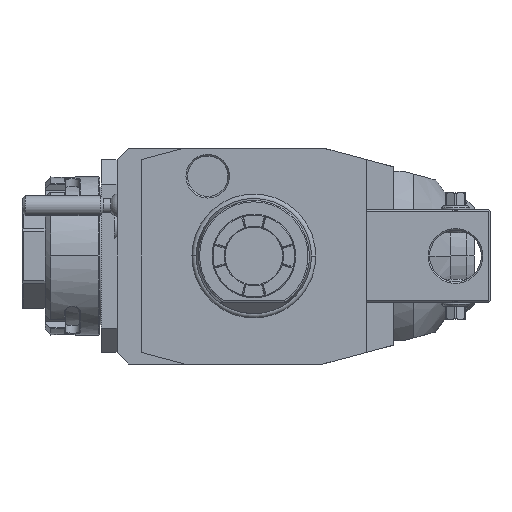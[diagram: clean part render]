
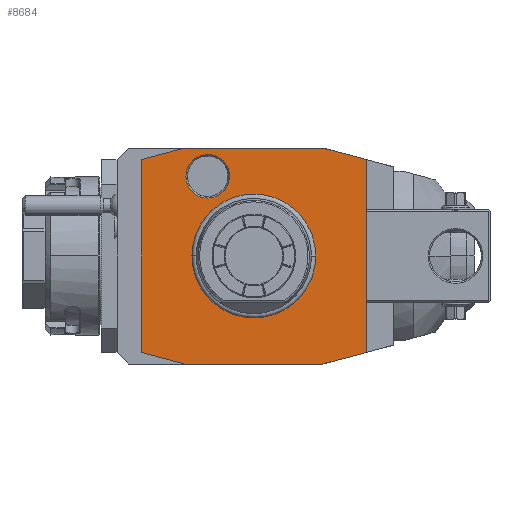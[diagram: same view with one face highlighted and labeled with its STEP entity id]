
A CAD part, front view. The second image highlights one B-rep face of the part: STEP entity #8684.
In plain terms, the highlighted planar face has unit normal (0, -1, 0).
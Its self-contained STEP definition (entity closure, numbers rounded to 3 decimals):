
#1=DIRECTION('',(-1.,0.,0.));
#2=VECTOR('',#1,48.);
#3=CARTESIAN_POINT('',(24.,0.,37.5));
#4=LINE('',#3,#2);
#5=DIRECTION('',(-0.966,0.,0.259));
#6=VECTOR('',#5,15.529);
#7=CARTESIAN_POINT('',(39.,0.,33.481));
#8=LINE('',#7,#6);
#9=DIRECTION('',(0.,0.,1.));
#10=VECTOR('',#9,66.962);
#11=CARTESIAN_POINT('',(39.,0.,-33.481));
#12=LINE('',#11,#10);
#13=DIRECTION('',(0.966,0.,0.259));
#14=VECTOR('',#13,15.529);
#15=CARTESIAN_POINT('',(24.,0.,-37.5));
#16=LINE('',#15,#14);
#17=DIRECTION('',(1.,0.,0.));
#18=VECTOR('',#17,48.);
#19=CARTESIAN_POINT('',(-24.,0.,-37.5));
#20=LINE('',#19,#18);
#21=DIRECTION('',(0.966,0.,-0.259));
#22=VECTOR('',#21,15.529);
#23=CARTESIAN_POINT('',(-39.,0.,-33.481));
#24=LINE('',#23,#22);
#25=DIRECTION('',(0.,0.,-1.));
#26=VECTOR('',#25,66.962);
#27=CARTESIAN_POINT('',(-39.,0.,33.481));
#28=LINE('',#27,#26);
#29=DIRECTION('',(-0.966,0.,-0.259));
#30=VECTOR('',#29,15.529);
#31=CARTESIAN_POINT('',(-24.,0.,37.5));
#32=LINE('',#31,#30);
#33=CARTESIAN_POINT('',(-16.,0.,27.713));
#34=DIRECTION('',(0.,1.,0.));
#35=DIRECTION('',(1.,0.,0.));
#36=AXIS2_PLACEMENT_3D('',#33,#34,#35);
#38=CARTESIAN_POINT('',(-16.,0.,27.713));
#39=DIRECTION('',(0.,1.,0.));
#40=DIRECTION('',(-1.,0.,0.));
#41=AXIS2_PLACEMENT_3D('',#38,#39,#40);
#5316=CARTESIAN_POINT('',(0.,0.,0.));
#5317=DIRECTION('',(0.,1.,0.));
#5318=DIRECTION('',(-1.,0.,0.));
#5319=AXIS2_PLACEMENT_3D('',#5316,#5317,#5318);
#5321=CARTESIAN_POINT('',(0.,0.,0.));
#5322=DIRECTION('',(0.,1.,0.));
#5323=DIRECTION('',(1.,0.,0.));
#5324=AXIS2_PLACEMENT_3D('',#5321,#5322,#5323);
#7657=CARTESIAN_POINT('',(-8.423,0.,27.713));
#7658=CARTESIAN_POINT('',(-23.577,0.,27.713));
#7659=VERTEX_POINT('',#7657);
#7660=VERTEX_POINT('',#7658);
#8483=CARTESIAN_POINT('',(24.,0.,37.5));
#8484=CARTESIAN_POINT('',(-24.,0.,37.5));
#8485=VERTEX_POINT('',#8483);
#8486=VERTEX_POINT('',#8484);
#8487=CARTESIAN_POINT('',(39.,0.,-33.481));
#8488=CARTESIAN_POINT('',(39.,0.,33.481));
#8489=VERTEX_POINT('',#8487);
#8490=VERTEX_POINT('',#8488);
#8491=CARTESIAN_POINT('',(-39.,0.,-33.481));
#8492=CARTESIAN_POINT('',(-24.,0.,-37.5));
#8493=VERTEX_POINT('',#8491);
#8494=VERTEX_POINT('',#8492);
#8495=CARTESIAN_POINT('',(-39.,0.,33.481));
#8496=VERTEX_POINT('',#8495);
#8521=CARTESIAN_POINT('',(24.,0.,-37.5));
#8522=VERTEX_POINT('',#8521);
#8547=CARTESIAN_POINT('',(-21.137,0.,0.));
#8548=CARTESIAN_POINT('',(21.137,0.,0.));
#8549=VERTEX_POINT('',#8547);
#8550=VERTEX_POINT('',#8548);
#8649=CARTESIAN_POINT('',(0.,0.,0.));
#8650=DIRECTION('',(0.,-1.,0.));
#8651=DIRECTION('',(-1.,0.,0.));
#8652=AXIS2_PLACEMENT_3D('',#8649,#8650,#8651);
#8653=PLANE('',#8652);
#8655=ORIENTED_EDGE('',*,*,#8654,.F.);
#8657=ORIENTED_EDGE('',*,*,#8656,.F.);
#8659=ORIENTED_EDGE('',*,*,#8658,.F.);
#8661=ORIENTED_EDGE('',*,*,#8660,.F.);
#8663=ORIENTED_EDGE('',*,*,#8662,.F.);
#8665=ORIENTED_EDGE('',*,*,#8664,.F.);
#8667=ORIENTED_EDGE('',*,*,#8666,.F.);
#8669=ORIENTED_EDGE('',*,*,#8668,.F.);
#8670=EDGE_LOOP('',(#8655,#8657,#8659,#8661,#8663,#8665,#8667,#8669));
#8671=FACE_OUTER_BOUND('',#8670,.F.);
#8673=ORIENTED_EDGE('',*,*,#8672,.F.);
#8675=ORIENTED_EDGE('',*,*,#8674,.F.);
#8676=EDGE_LOOP('',(#8673,#8675));
#8677=FACE_BOUND('',#8676,.F.);
#8679=ORIENTED_EDGE('',*,*,#8678,.F.);
#8681=ORIENTED_EDGE('',*,*,#8680,.F.);
#8682=EDGE_LOOP('',(#8679,#8681));
#8683=FACE_BOUND('',#8682,.F.);
#37=CIRCLE('',#36,7.577);
#42=CIRCLE('',#41,7.577);
#5320=CIRCLE('',#5319,21.137);
#5325=CIRCLE('',#5324,21.137);
#8654=EDGE_CURVE('',#8485,#8486,#4,.T.);
#8656=EDGE_CURVE('',#8490,#8485,#8,.T.);
#8658=EDGE_CURVE('',#8489,#8490,#12,.T.);
#8660=EDGE_CURVE('',#8522,#8489,#16,.T.);
#8662=EDGE_CURVE('',#8494,#8522,#20,.T.);
#8664=EDGE_CURVE('',#8493,#8494,#24,.T.);
#8666=EDGE_CURVE('',#8496,#8493,#28,.T.);
#8668=EDGE_CURVE('',#8486,#8496,#32,.T.);
#8672=EDGE_CURVE('',#8549,#8550,#5320,.T.);
#8674=EDGE_CURVE('',#8550,#8549,#5325,.T.);
#8678=EDGE_CURVE('',#7659,#7660,#37,.T.);
#8680=EDGE_CURVE('',#7660,#7659,#42,.T.);
#8684=ADVANCED_FACE('',(#8671,#8677,#8683),#8653,.T.);
